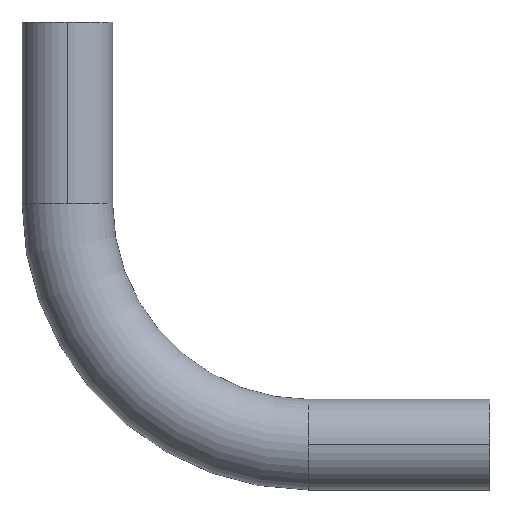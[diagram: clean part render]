
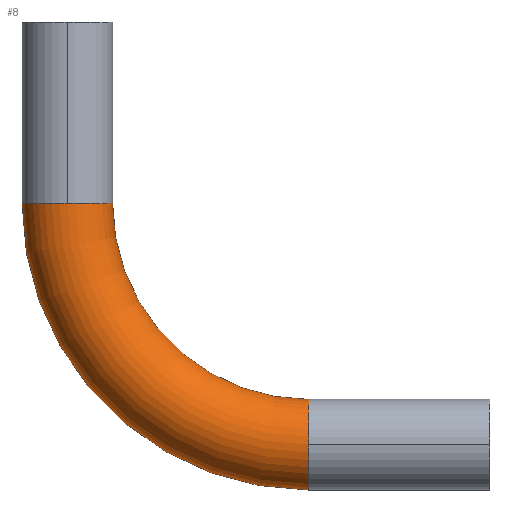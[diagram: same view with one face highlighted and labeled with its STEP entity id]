
A CAD part, top view. The second image highlights one B-rep face of the part: STEP entity #8.
In plain terms, the highlighted toroidal (fillet/blend) face has major radius 25.4 mm and minor radius 4.763 mm.
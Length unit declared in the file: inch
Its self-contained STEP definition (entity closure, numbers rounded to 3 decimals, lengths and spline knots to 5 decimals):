
#8 = ADVANCED_FACE ( 'NONE', ( #224 ), #458, .T. ) ;
#17 = DIRECTION ( 'NONE',  ( 0., 1., 0. ) ) ;
#35 = VERTEX_POINT ( 'NONE', #350 ) ;
#40 = ORIENTED_EDGE ( 'NONE', *, *, #433, .F. ) ;
#52 = ORIENTED_EDGE ( 'NONE', *, *, #138, .F. ) ;
#60 = ORIENTED_EDGE ( 'NONE', *, *, #143, .T. ) ;
#61 = AXIS2_PLACEMENT_3D ( 'NONE', #508, #17, #137 ) ;
#63 = AXIS2_PLACEMENT_3D ( 'NONE', #500, #204, #297 ) ;
#65 = DIRECTION ( 'NONE',  ( 1., 0., 0. ) ) ;
#75 = DIRECTION ( 'NONE',  ( 1., 0., 0. ) ) ;
#90 = ORIENTED_EDGE ( 'NONE', *, *, #258, .T. ) ;
#91 = DIRECTION ( 'NONE',  ( 0., 0., 1. ) ) ;
#94 = DIRECTION ( 'NONE',  ( -1., 0., 0. ) ) ;
#102 = CIRCLE ( 'NONE', #240, 0.8125 ) ;
#110 = DIRECTION ( 'NONE',  ( 0., 0., 1. ) ) ;
#113 = CARTESIAN_POINT ( 'NONE',  ( 1., -0.75, 0. ) ) ;
#137 = DIRECTION ( 'NONE',  ( 0., 0., 1. ) ) ;
#138 = EDGE_CURVE ( 'NONE', #345, #219, #478, .T. ) ;
#139 = VERTEX_POINT ( 'NONE', #435 ) ;
#141 = CARTESIAN_POINT ( 'NONE',  ( 1., -0.75, 0. ) ) ;
#143 = EDGE_CURVE ( 'NONE', #139, #423, #530, .T. ) ;
#148 = DIRECTION ( 'NONE',  ( 1., 0., 0. ) ) ;
#153 = DIRECTION ( 'NONE',  ( 0., 0., 1. ) ) ;
#167 = DIRECTION ( 'NONE',  ( 0., 1., 0. ) ) ;
#177 = EDGE_CURVE ( 'NONE', #35, #423, #102, .T. ) ;
#192 = CARTESIAN_POINT ( 'NONE',  ( 1., -0.75, 0. ) ) ;
#204 = DIRECTION ( 'NONE',  ( -1., 0., 0. ) ) ;
#205 = CIRCLE ( 'NONE', #282, 1.1875 ) ;
#219 = VERTEX_POINT ( 'NONE', #518 ) ;
#224 = FACE_OUTER_BOUND ( 'NONE', #340, .T. ) ;
#240 = AXIS2_PLACEMENT_3D ( 'NONE', #192, #110, #148 ) ;
#254 = ORIENTED_EDGE ( 'NONE', *, *, #440, .T. ) ;
#258 = EDGE_CURVE ( 'NONE', #345, #434, #205, .T. ) ;
#267 = DIRECTION ( 'NONE',  ( 0., 0., 1. ) ) ;
#282 = AXIS2_PLACEMENT_3D ( 'NONE', #113, #153, #75 ) ;
#283 = DIRECTION ( 'NONE',  ( 0., 0., 1. ) ) ;
#297 = DIRECTION ( 'NONE',  ( 0., 0., 1. ) ) ;
#304 = CIRCLE ( 'NONE', #422, 0.1875 ) ;
#329 = AXIS2_PLACEMENT_3D ( 'NONE', #514, #94, #91 ) ;
#337 = CARTESIAN_POINT ( 'NONE',  ( 1., -1.9375, 0. ) ) ;
#340 = EDGE_LOOP ( 'NONE', ( #52, #90, #254, #60, #431, #40 ) ) ;
#345 = VERTEX_POINT ( 'NONE', #533 ) ;
#350 = CARTESIAN_POINT ( 'NONE',  ( 0.1875, -0.75, 0. ) ) ;
#412 = CIRCLE ( 'NONE', #63, 0.1875 ) ;
#422 = AXIS2_PLACEMENT_3D ( 'NONE', #456, #167, #283 ) ;
#423 = VERTEX_POINT ( 'NONE', #496 ) ;
#431 = ORIENTED_EDGE ( 'NONE', *, *, #177, .F. ) ;
#433 = EDGE_CURVE ( 'NONE', #219, #35, #304, .T. ) ;
#434 = VERTEX_POINT ( 'NONE', #337 ) ;
#435 = CARTESIAN_POINT ( 'NONE',  ( 1., -1.75, 0.1875 ) ) ;
#440 = EDGE_CURVE ( 'NONE', #434, #139, #412, .T. ) ;
#456 = CARTESIAN_POINT ( 'NONE',  ( 0., -0.75, 0. ) ) ;
#458 = TOROIDAL_SURFACE ( 'NONE', #507, 1., 0.1875 ) ;
#478 = CIRCLE ( 'NONE', #61, 0.1875 ) ;
#496 = CARTESIAN_POINT ( 'NONE',  ( 1., -1.5625, 0. ) ) ;
#500 = CARTESIAN_POINT ( 'NONE',  ( 1., -1.75, 0. ) ) ;
#507 = AXIS2_PLACEMENT_3D ( 'NONE', #141, #267, #65 ) ;
#508 = CARTESIAN_POINT ( 'NONE',  ( 0., -0.75, 0. ) ) ;
#514 = CARTESIAN_POINT ( 'NONE',  ( 1., -1.75, 0. ) ) ;
#518 = CARTESIAN_POINT ( 'NONE',  ( 0., -0.75, 0.1875 ) ) ;
#530 = CIRCLE ( 'NONE', #329, 0.1875 ) ;
#533 = CARTESIAN_POINT ( 'NONE',  ( -0.1875, -0.75, 0. ) ) ;
